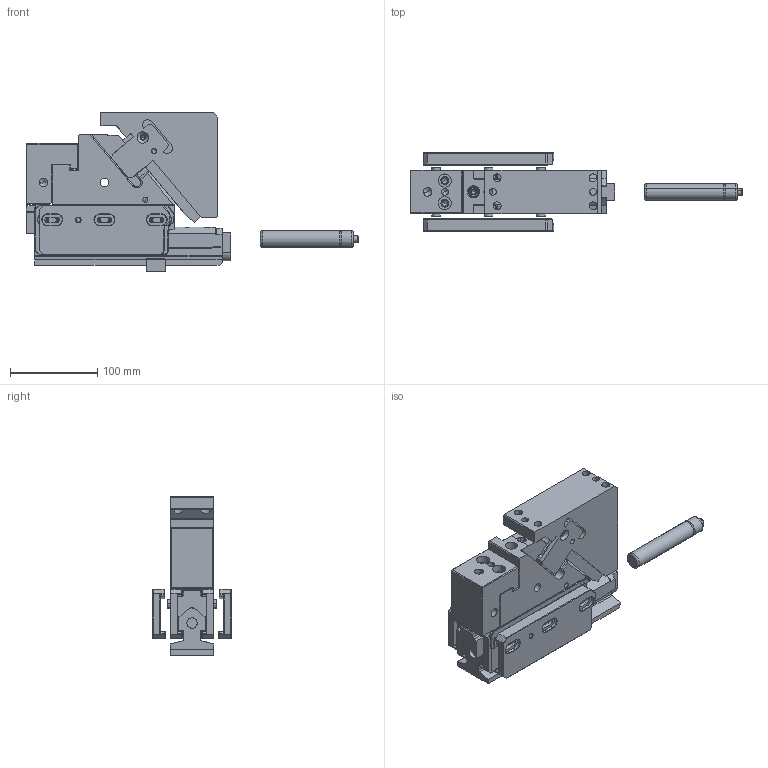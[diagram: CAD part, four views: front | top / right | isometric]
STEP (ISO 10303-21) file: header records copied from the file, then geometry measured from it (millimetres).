
FILE_DESCRIPTION(('CATIA V5 STEP Exchange','CAx-IF Rec.Pracs.--- Model Styling and Organization---1.4--- 2014-01-23'),'2;1');
FILE_NAME('HS_BS_UT_0050_00__IND_08__22511_28400__SCHIEBERADAPTER_PART__2020_12_01.stp','2020-12-01T11:49:50+00:00',('none'),('none'),'CATIA Version 5-6 Release 2018 SP3 HF13','CATIA V5 STEP AP203 WITH EXTENSIONS','none');
FILE_SCHEMA(('CONFIG_CONTROL_DESIGN','SHAPE_APPEARANCE_LAYER_MIM'));
Length unit declared in the file: millimetre
Products named in the file (1): HS_BS_UT_0050_00__IND_08__22511_28400__SCHIEBERADAPTER_PART__2020_12_01
Bounding box: 381 x 90 x 182 mm (x, y, z)
Volume: 1813452.3 mm3; surface area: 373574.7 mm2
Topology: 10 solids, 18 shells, 1387 faces, 3482 edges, 2134 vertices
Faces by surface type: plane 614, cylinder 509, cone 172, torus 86, sphere 6
Entity records: 39236 total; most frequent: CARTESIAN_POINT 8230, ORIENTED_EDGE 6854, DIRECTION 5275, EDGE_CURVE 3427, AXIS2_PLACEMENT_3D 2285, VERTEX_POINT 2130, VECTOR 1947, LINE 1947
